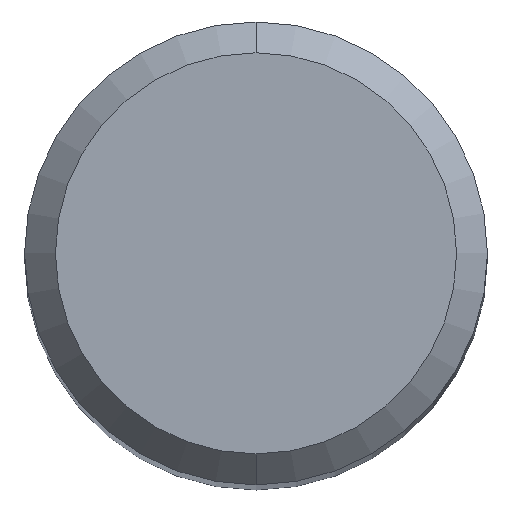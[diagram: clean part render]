
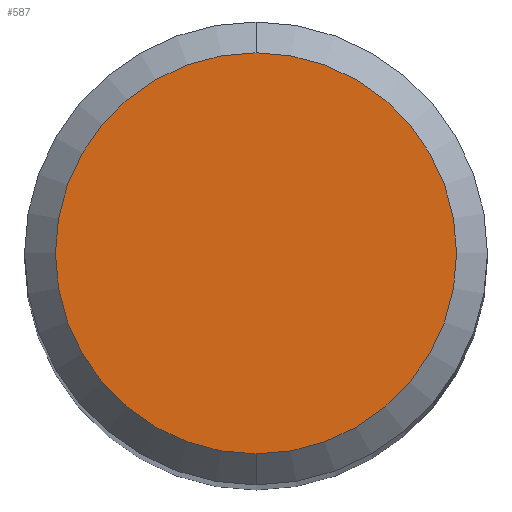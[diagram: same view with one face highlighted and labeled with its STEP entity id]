
A CAD part, top view. The second image highlights one B-rep face of the part: STEP entity #587.
In plain terms, the highlighted planar face has unit normal (0, 0, 1).
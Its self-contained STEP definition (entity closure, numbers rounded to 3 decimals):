
#587=ADVANCED_FACE('',(#1188),#1189,.T.);
#599=EDGE_CURVE('',#715,#835,#1201,.T.);
#659=EDGE_CURVE('',#835,#715,#1267,.T.);
#715=VERTEX_POINT('',#1328);
#835=VERTEX_POINT('',#1456);
#1188=FACE_OUTER_BOUND('',#4237,.T.);
#1189=PLANE('',#4238);
#1201=CIRCLE('',#4257,2.6);
#1267=CIRCLE('',#4535,2.6);
#1328=CARTESIAN_POINT('',(0.,-2.6,0.0));
#1456=CARTESIAN_POINT('',(0.0,2.6,0.0));
#4237=EDGE_LOOP('',(#5616,#5617));
#4238=AXIS2_PLACEMENT_3D('',#5618,#5619,#5620);
#4257=AXIS2_PLACEMENT_3D('',#5624,#5625,#5626);
#4535=AXIS2_PLACEMENT_3D('',#5694,#5695,#5696);
#5616=ORIENTED_EDGE('',*,*,#659,.F.);
#5617=ORIENTED_EDGE('',*,*,#599,.F.);
#5618=CARTESIAN_POINT('',(0.0,1.3,0.0));
#5619=DIRECTION('',(-0.0,0.0,1.0));
#5620=DIRECTION('',(0.0,-1.0,0.0));
#5624=CARTESIAN_POINT('',(0.0,0.0,0.0));
#5625=DIRECTION('',(0.0,0.0,-1.0));
#5626=DIRECTION('',(0.0,1.0,0.0));
#5694=CARTESIAN_POINT('',(0.0,0.0,0.0));
#5695=DIRECTION('',(0.0,0.0,-1.0));
#5696=DIRECTION('',(0.0,1.0,0.0));
